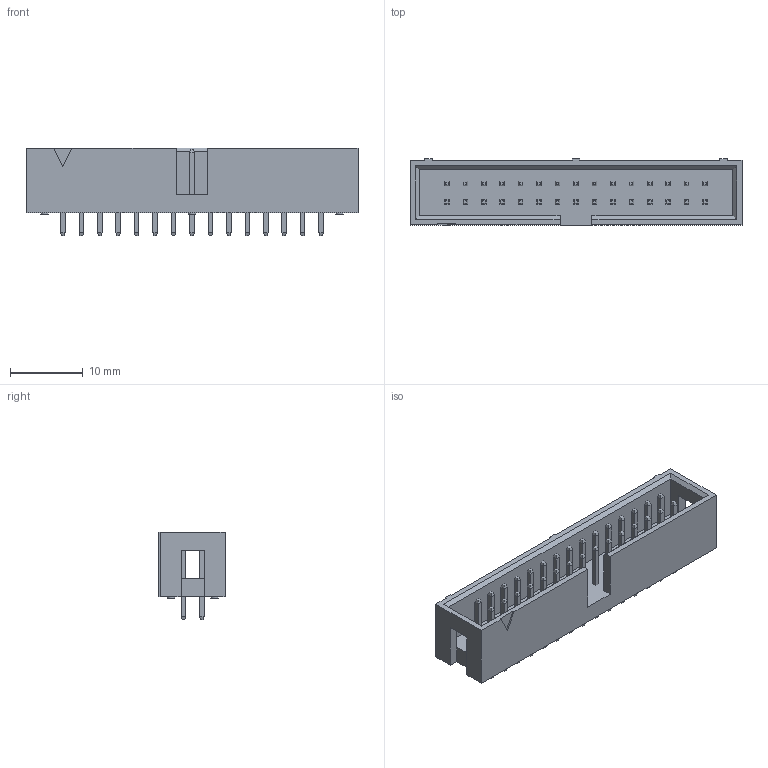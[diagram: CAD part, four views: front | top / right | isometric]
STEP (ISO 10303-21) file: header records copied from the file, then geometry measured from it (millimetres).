
FILE_DESCRIPTION (( 'STEP AP214' ), '1' );
FILE_NAME ('User Library-BH_30_V.STEP', '2018-01-26T16:09:19', ( '' ), ( '' ), 'SwSTEP 2.0', 'SolidWorks 2018', '' );
FILE_SCHEMA (( 'AUTOMOTIVE_DESIGN' ));
Length unit declared in the file: centimetre
Products named in the file (3): User Library-BH_30_V; User Library-BH_30_V_body; User Library-BH_30_V_header_pin
Assembly tree (31 placements, depth 2):
  User Library-BH_30_V
    User Library-BH_30_V_body
    User Library-BH_30_V_header_pin  x30
Bounding box: 45.72 x 9.1 x 12.1 mm (x, y, z)
Volume: 1901 mm3; surface area: 3263.6 mm2
Topology: 31 solids, 31 shells, 480 faces, 1000 edges, 584 vertices
Faces by surface type: plane 468, cylinder 12
Entity records: 3352 total; most frequent: DIRECTION 428, CARTESIAN_POINT 416, ORIENTED_EDGE 376, EDGE_CURVE 188, VECTOR 164, LINE 164, AXIS2_PLACEMENT_3D 132, VERTEX_POINT 120
